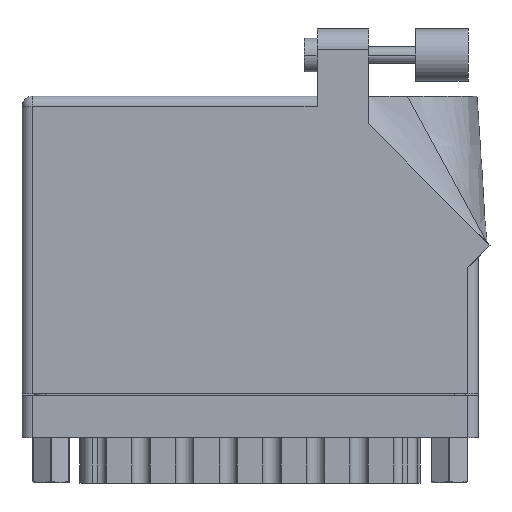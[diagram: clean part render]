
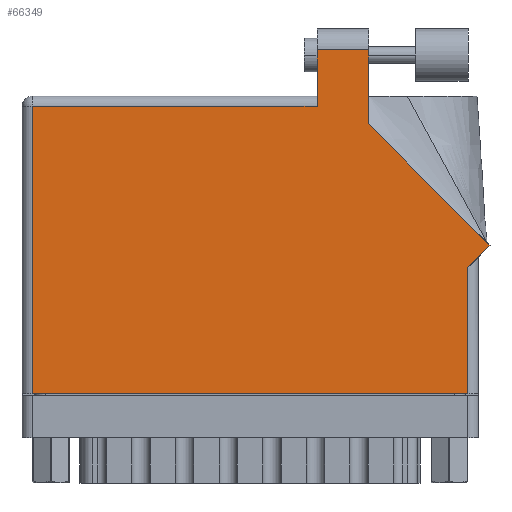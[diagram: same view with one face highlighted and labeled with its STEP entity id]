
A CAD part, front view. The second image highlights one B-rep face of the part: STEP entity #66349.
In plain terms, the highlighted face is planar.
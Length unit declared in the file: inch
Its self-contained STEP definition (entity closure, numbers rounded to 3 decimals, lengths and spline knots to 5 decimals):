
#50 = DIRECTION ( 'NONE',  ( 0., -1., 0. ) ) ;
#802 = CARTESIAN_POINT ( 'NONE',  ( 2.78871, 0.88571, 0. ) ) ;
#2234 = CARTESIAN_POINT ( 'NONE',  ( 2.065, 1.60942, 0. ) ) ;
#2675 = EDGE_CURVE ( 'NONE', #16764, #31625, #66603, .T. ) ;
#3081 = VERTEX_POINT ( 'NONE', #68316 ) ;
#3944 = CARTESIAN_POINT ( 'NONE',  ( 1.758, 1.775, 0. ) ) ;
#4527 = ORIENTED_EDGE ( 'NONE', *, *, #26488, .T. ) ;
#5213 = ORIENTED_EDGE ( 'NONE', *, *, #2675, .T. ) ;
#5563 = CARTESIAN_POINT ( 'NONE',  ( 0.062, 1.713, 0. ) ) ;
#6150 = VERTEX_POINT ( 'NONE', #5563 ) ;
#6759 = DIRECTION ( 'NONE',  ( -0.707, 0.707, 0. ) ) ;
#11288 = CARTESIAN_POINT ( 'NONE',  ( 1.758, 2.05, 0. ) ) ;
#14432 = ORIENTED_EDGE ( 'NONE', *, *, #49938, .T. ) ;
#15054 = VERTEX_POINT ( 'NONE', #59779 ) ;
#16555 = VERTEX_POINT ( 'NONE', #79766 ) ;
#16764 = VERTEX_POINT ( 'NONE', #18298 ) ;
#17163 = CARTESIAN_POINT ( 'NONE',  ( 2.656, 0.753, 0. ) ) ;
#18298 = CARTESIAN_POINT ( 'NONE',  ( 2.065, 2.05, 0. ) ) ;
#19655 = LINE ( 'NONE', #2234, #73074 ) ;
#20508 = VECTOR ( 'NONE', #25096, 39.37008 ) ;
#20759 = DIRECTION ( 'NONE',  ( 0., 1., 0. ) ) ;
#22724 = ORIENTED_EDGE ( 'NONE', *, *, #28818, .T. ) ;
#22747 = VECTOR ( 'NONE', #52591, 39.37008 ) ;
#23616 = ORIENTED_EDGE ( 'NONE', *, *, #74258, .T. ) ;
#24229 = CARTESIAN_POINT ( 'NONE',  ( 1.758, 2.05, 0. ) ) ;
#25096 = DIRECTION ( 'NONE',  ( 1., 0., 0. ) ) ;
#25172 = VERTEX_POINT ( 'NONE', #38921 ) ;
#26488 = EDGE_CURVE ( 'NONE', #38293, #41571, #37891, .T. ) ;
#27689 = DIRECTION ( 'NONE',  ( 0., 1., 0. ) ) ;
#27958 = CARTESIAN_POINT ( 'NONE',  ( 2.656, 0.815, 0. ) ) ;
#28818 = EDGE_CURVE ( 'NONE', #16555, #3081, #76407, .T. ) ;
#31625 = VERTEX_POINT ( 'NONE', #11288 ) ;
#32897 = VECTOR ( 'NONE', #79191, 39.37008 ) ;
#36715 = PLANE ( 'NONE',  #64496 ) ;
#37211 = CARTESIAN_POINT ( 'NONE',  ( 0.062, 0., 0. ) ) ;
#37891 = LINE ( 'NONE', #27958, #68986 ) ;
#38293 = VERTEX_POINT ( 'NONE', #45210 ) ;
#38661 = EDGE_CURVE ( 'NONE', #15054, #38293, #73925, .T. ) ;
#38921 = CARTESIAN_POINT ( 'NONE',  ( 1.758, 1.713, 0. ) ) ;
#39180 = LINE ( 'NONE', #3944, #22747 ) ;
#41391 = DIRECTION ( 'NONE',  ( 0.707, 0.707, 0. ) ) ;
#41433 = VECTOR ( 'NONE', #6759, 39.37008 ) ;
#41571 = VERTEX_POINT ( 'NONE', #17163 ) ;
#41826 = ORIENTED_EDGE ( 'NONE', *, *, #38661, .T. ) ;
#41905 = DIRECTION ( 'NONE',  ( 0., 0., -1. ) ) ;
#42781 = FACE_OUTER_BOUND ( 'NONE', #71291, .T. ) ;
#43840 = VECTOR ( 'NONE', #50, 39.37008 ) ;
#45210 = CARTESIAN_POINT ( 'NONE',  ( 2.656, 0., 0. ) ) ;
#46203 = ORIENTED_EDGE ( 'NONE', *, *, #63320, .T. ) ;
#46813 = LINE ( 'NONE', #37211, #43840 ) ;
#47525 = ORIENTED_EDGE ( 'NONE', *, *, #80294, .T. ) ;
#47644 = ORIENTED_EDGE ( 'NONE', *, *, #75561, .T. ) ;
#47968 = CARTESIAN_POINT ( 'NONE',  ( 0., 1.713, 0. ) ) ;
#48893 = DIRECTION ( 'NONE',  ( -1., 0., 0. ) ) ;
#49938 = EDGE_CURVE ( 'NONE', #3081, #16764, #19655, .T. ) ;
#50135 = VECTOR ( 'NONE', #41391, 39.37008 ) ;
#52591 = DIRECTION ( 'NONE',  ( 0., -1., 0. ) ) ;
#55464 = CARTESIAN_POINT ( 'NONE',  ( 0., 0., 0. ) ) ;
#59779 = CARTESIAN_POINT ( 'NONE',  ( 0.062, 0., 0. ) ) ;
#59843 = CARTESIAN_POINT ( 'NONE',  ( 2.718, 0.815, 0. ) ) ;
#60654 = DIRECTION ( 'NONE',  ( -1., 0., 0. ) ) ;
#62755 = LINE ( 'NONE', #59843, #50135 ) ;
#63320 = EDGE_CURVE ( 'NONE', #31625, #25172, #39180, .T. ) ;
#64496 = AXIS2_PLACEMENT_3D ( 'NONE', #79102, #41905, #60654 ) ;
#65585 = VECTOR ( 'NONE', #48893, 39.37008 ) ;
#66349 = ADVANCED_FACE ( 'NONE', ( #42781 ), #36715, .F. ) ;
#66603 = LINE ( 'NONE', #24229, #65585 ) ;
#68316 = CARTESIAN_POINT ( 'NONE',  ( 2.065, 1.60942, 0. ) ) ;
#68986 = VECTOR ( 'NONE', #27689, 39.37008 ) ;
#69813 = LINE ( 'NONE', #47968, #32897 ) ;
#71291 = EDGE_LOOP ( 'NONE', ( #14432, #5213, #46203, #23616, #47525, #41826, #4527, #47644, #22724 ) ) ;
#73074 = VECTOR ( 'NONE', #20759, 39.37008 ) ;
#73925 = LINE ( 'NONE', #55464, #20508 ) ;
#74258 = EDGE_CURVE ( 'NONE', #25172, #6150, #69813, .T. ) ;
#75561 = EDGE_CURVE ( 'NONE', #41571, #16555, #62755, .T. ) ;
#76407 = LINE ( 'NONE', #802, #41433 ) ;
#79102 = CARTESIAN_POINT ( 'NONE',  ( 0., 1.775, 0. ) ) ;
#79191 = DIRECTION ( 'NONE',  ( -1., 0., 0. ) ) ;
#79766 = CARTESIAN_POINT ( 'NONE',  ( 2.78871, 0.88571, 0. ) ) ;
#80294 = EDGE_CURVE ( 'NONE', #6150, #15054, #46813, .T. ) ;
